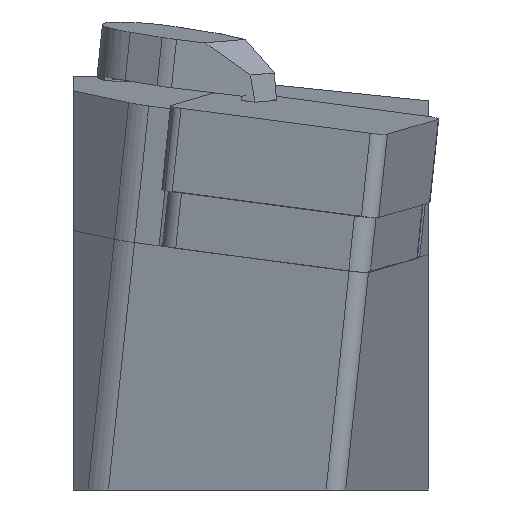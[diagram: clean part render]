
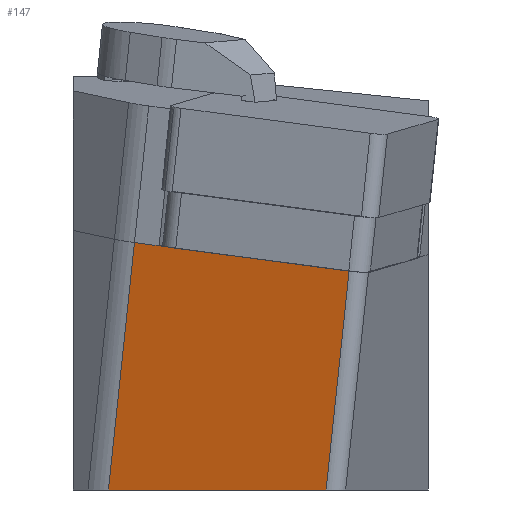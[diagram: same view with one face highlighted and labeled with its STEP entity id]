
A CAD part, left-side view. The second image highlights one B-rep face of the part: STEP entity #147.
In plain terms, the highlighted planar face has unit normal (-0.963, 0.258, -0.075).
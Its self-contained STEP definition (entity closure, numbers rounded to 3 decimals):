
#147=ADVANCED_FACE('',(#255),#209,.T.);
#209=PLANE('',#1321);
#255=FACE_OUTER_BOUND('',#314,.T.);
#314=EDGE_LOOP('',(#655,#656,#657,#658,#659,#660));
#385=LINE('',#1780,#517);
#386=LINE('',#1786,#518);
#387=LINE('',#1789,#519);
#388=LINE('',#1790,#520);
#389=LINE('',#1792,#521);
#390=LINE('',#1794,#522);
#517=VECTOR('',#1436,1.);
#518=VECTOR('',#1443,1.);
#519=VECTOR('',#1444,1.);
#520=VECTOR('',#1445,1.);
#521=VECTOR('',#1446,1.);
#522=VECTOR('',#1447,1.);
#655=ORIENTED_EDGE('',*,*,#1115,.F.);
#656=ORIENTED_EDGE('',*,*,#1116,.T.);
#657=ORIENTED_EDGE('',*,*,#1112,.T.);
#658=ORIENTED_EDGE('',*,*,#1117,.T.);
#659=ORIENTED_EDGE('',*,*,#1118,.F.);
#660=ORIENTED_EDGE('',*,*,#1119,.F.);
#995=VERTEX_POINT('',#1781);
#996=VERTEX_POINT('',#1782);
#997=VERTEX_POINT('',#1787);
#998=VERTEX_POINT('',#1788);
#999=VERTEX_POINT('',#1791);
#1000=VERTEX_POINT('',#1793);
#1112=EDGE_CURVE('',#995,#996,#385,.T.);
#1115=EDGE_CURVE('',#997,#998,#386,.T.);
#1116=EDGE_CURVE('',#997,#995,#387,.T.);
#1117=EDGE_CURVE('',#996,#999,#388,.T.);
#1118=EDGE_CURVE('',#1000,#999,#389,.T.);
#1119=EDGE_CURVE('',#998,#1000,#390,.T.);
#1321=AXIS2_PLACEMENT_3D('',#1795,#1448,#1449);
#1436=DIRECTION('',(0.105,0.104,-0.989));
#1443=DIRECTION('',(-0.248,-0.961,-0.127));
#1444=DIRECTION('',(0.248,0.961,0.127));
#1445=DIRECTION('',(-0.259,-0.966,0.));
#1446=DIRECTION('',(0.105,0.104,-0.989));
#1447=DIRECTION('',(-0.248,-0.961,-0.127));
#1448=DIRECTION('',(-0.963,0.258,-0.075));
#1449=DIRECTION('',(-0.259,-0.966,0.));
#1780=CARTESIAN_POINT('',(-238.181,-13.569,433.429));
#1781=CARTESIAN_POINT('',(-200.795,23.613,79.672));
#1782=CARTESIAN_POINT('',(-197.848,26.544,51.786));
#1786=CARTESIAN_POINT('',(-207.03,-0.585,76.469));
#1787=CARTESIAN_POINT('',(-201.511,20.834,79.304));
#1788=CARTESIAN_POINT('',(-201.79,19.751,79.16));
#1789=CARTESIAN_POINT('',(-207.03,-0.585,76.469));
#1790=CARTESIAN_POINT('',(-197.673,27.195,51.786));
#1791=CARTESIAN_POINT('',(-204.421,2.009,51.786));
#1792=CARTESIAN_POINT('',(-244.416,-37.766,430.227));
#1793=CARTESIAN_POINT('',(-207.03,-0.585,76.469));
#1794=CARTESIAN_POINT('',(-207.03,-0.585,76.469));
#1795=CARTESIAN_POINT('',(-244.416,-37.766,430.227));
